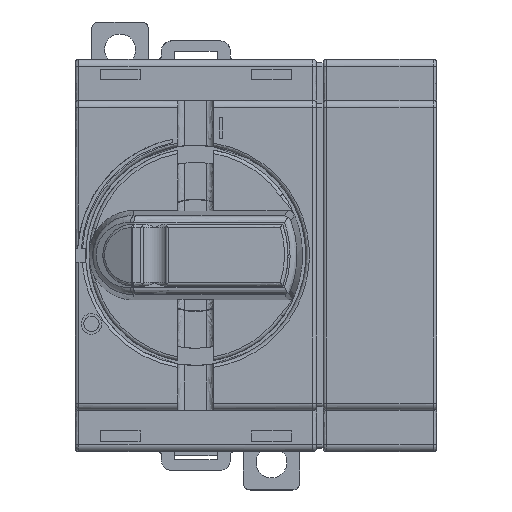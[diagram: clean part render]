
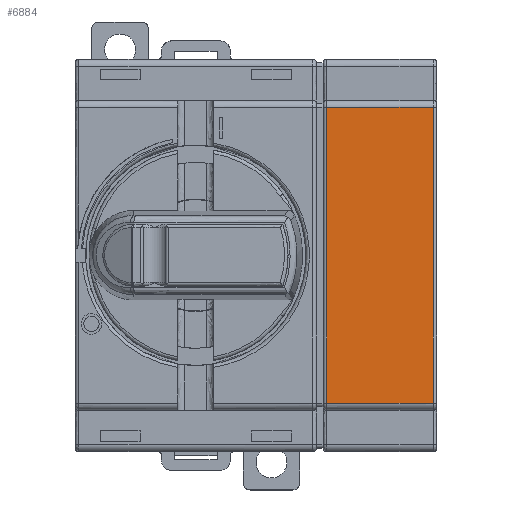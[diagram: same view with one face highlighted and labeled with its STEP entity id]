
A CAD part, top view. The second image highlights one B-rep face of the part: STEP entity #6884.
In plain terms, the highlighted free-form (B-spline) face has degree [1, 1] with [2, 2] control points.
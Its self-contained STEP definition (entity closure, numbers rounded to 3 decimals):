
#6818=CARTESIAN_POINT('V147',(34.5,21.504,
   58.4));
#6819=VERTEX_POINT('V147',#6818);
#6834=CARTESIAN_POINT('V163',(19.,21.504,
   58.4));
#6835=VERTEX_POINT('V163',#6834);
#6849=CARTESIAN_POINT('E234',(34.5,21.504,
   58.4));
#6850=CARTESIAN_POINT('E234',(19.,21.504,
   58.4));
#6851=B_SPLINE_CURVE_WITH_KNOTS('E234',1,(#6849,#6850),
   .POLYLINE_FORM.,.F.,.U.,(2,2),(2.318,
   12.186),.UNSPECIFIED.);
#6852=EDGE_CURVE('E234',#6819,#6835,#6851,.T.);
#6857=CARTESIAN_POINT('F78',(18.5,22.504,
   58.4));
#6858=CARTESIAN_POINT('F78',(18.5,-22.496,
   58.4));
#6859=CARTESIAN_POINT('F78',(35.,22.504,
   58.4));
#6860=CARTESIAN_POINT('F78',(35.,-22.496,
   58.4));
#6861=B_SPLINE_SURFACE_WITH_KNOTS('F78',1,1,((#6857,#6859),(#6858,
   #6860)),.PLANE_SURF.,.F.,.F.,.U.,(2,2),(2,2),(0.0,
   2.727),(0.0,1.0),.UNSPECIFIED.);
#6862=CARTESIAN_POINT('V145',(34.5,-21.496,
   58.4));
#6863=VERTEX_POINT('V145',#6862);
#6864=CARTESIAN_POINT('E188',(34.5,-21.496,
   58.4));
#6865=CARTESIAN_POINT('E188',(34.5,21.504,
   58.4));
#6866=B_SPLINE_CURVE_WITH_KNOTS('E188',1,(#6864,#6865),
   .POLYLINE_FORM.,.F.,.U.,(2,2),(2.0,56.749),
   .UNSPECIFIED.);
#6867=EDGE_CURVE('E188',#6863,#6819,#6866,.T.);
#6868=ORIENTED_EDGE('E188',*,*,#6867,.T.);
#6869=ORIENTED_EDGE('F57',*,*,#6852,.T.);
#6870=CARTESIAN_POINT('V165',(19.,-21.496,
   58.4));
#6871=VERTEX_POINT('V165',#6870);
#6872=CARTESIAN_POINT('E213',(19.,21.504,
   58.4));
#6873=CARTESIAN_POINT('E213',(19.,-21.496,
   58.4));
#6874=B_SPLINE_CURVE_WITH_KNOTS('E213',1,(#6872,#6873),
   .POLYLINE_FORM.,.F.,.U.,(2,2),(2.0,56.749),
   .UNSPECIFIED.);
#6875=EDGE_CURVE('E213',#6835,#6871,#6874,.T.);
#6876=ORIENTED_EDGE('E213',*,*,#6875,.T.);
#6877=CARTESIAN_POINT('E231',(19.,-21.496,
   58.4));
#6878=CARTESIAN_POINT('E231',(34.5,-21.496,
   58.4));
#6879=B_SPLINE_CURVE_WITH_KNOTS('E231',1,(#6877,#6878),
   .POLYLINE_FORM.,.F.,.U.,(2,2),(2.318,
   12.186),.UNSPECIFIED.);
#6880=EDGE_CURVE('E231',#6871,#6863,#6879,.T.);
#6881=ORIENTED_EDGE('E231',*,*,#6880,.T.);
#6882=EDGE_LOOP('F78',(#6868,#6869,#6876,#6881));
#6883=FACE_OUTER_BOUND('F78',#6882,.T.);
#6884=ADVANCED_FACE('F78',(#6883),#6861,.T.);
